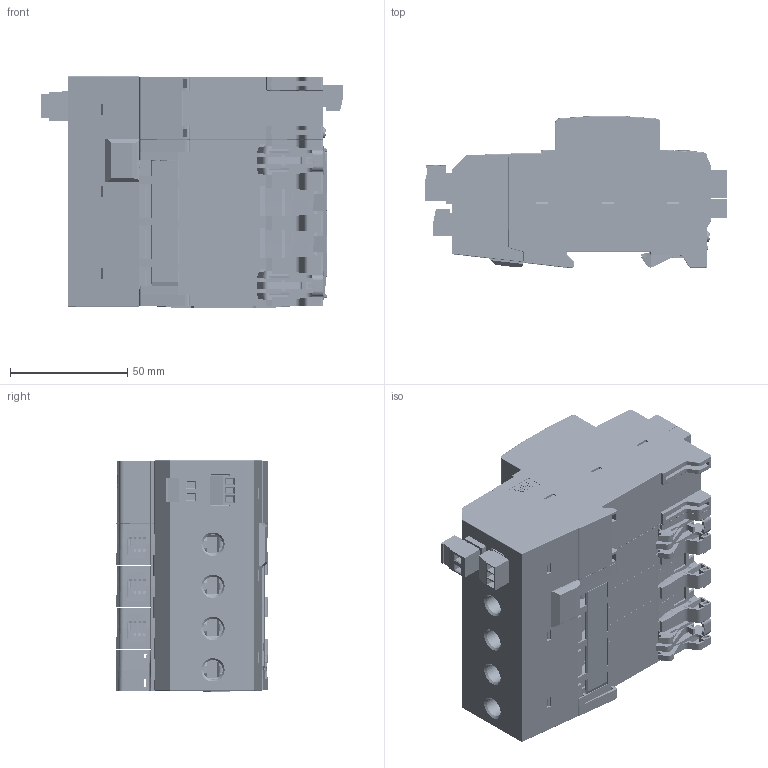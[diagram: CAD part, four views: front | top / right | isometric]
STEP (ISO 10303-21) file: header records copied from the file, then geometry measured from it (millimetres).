
FILE_DESCRIPTION((''),'2;1');
FILE_NAME('PRT0021_1_1','2022-03-15T13:44:42',('CNJIWAN25'),(''),'CREO PARAMETRIC BY PTC INC, 2019164','CREO PARAMETRIC BY PTC INC, 2019164','');
FILE_SCHEMA(('AUTOMOTIVE_DESIGN { 1 0 10303 214 1 1 1 1 }'));
Products named in the file (1): PRT0021_1_1
Bounding box: 129.37 x 65.07 x 98.89 mm (x, y, z)
Volume: 218014.4 mm3; surface area: 254935.4 mm2
Topology: 1 solids, 60 shells, 11772 faces, 34487 edges, 22747 vertices
Faces by surface type: plane 9602, cylinder 1735, cone 186, torus 100, bspline 77, extrusion 50, sphere 22
Entity records: 479526 total; most frequent: CARTESIAN_POINT 93169, ORIENTED_EDGE 68926, DIRECTION 60654, EDGE_CURVE 34463, VECTOR 28420, LINE 28370, VERTEX_POINT 22747, AXIS2_PLACEMENT_3D 16117
